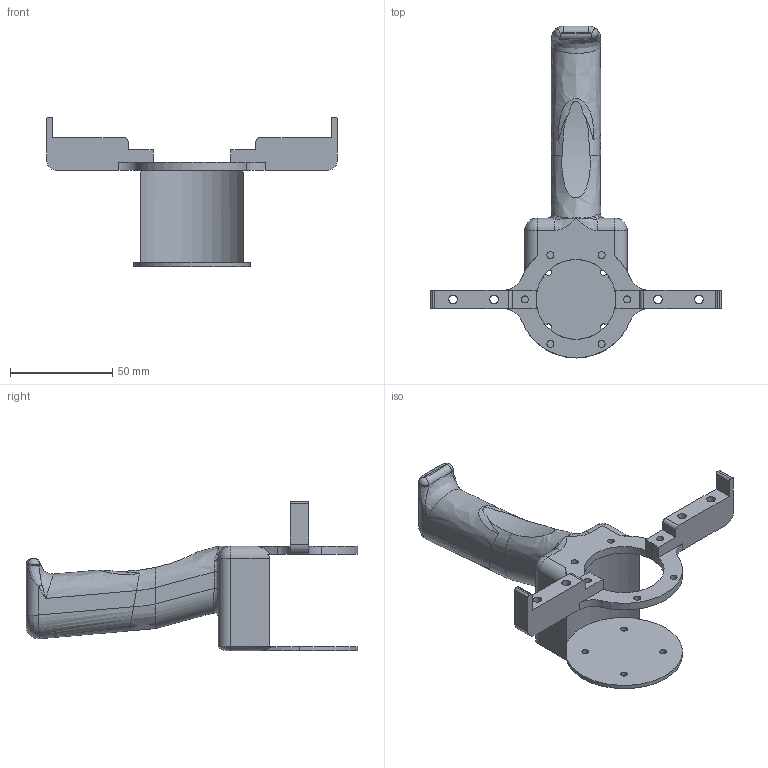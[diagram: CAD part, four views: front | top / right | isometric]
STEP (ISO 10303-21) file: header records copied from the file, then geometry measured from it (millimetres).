
FILE_DESCRIPTION (( 'STEP AP214' ), '1' );
FILE_NAME ('rail-connector-leader.STEP', '2025-08-20T01:15:55', ( '' ), ( '' ), 'SwSTEP 2.0', 'SolidWorks 2025', '' );
FILE_SCHEMA (( 'AUTOMOTIVE_DESIGN' ));
Length unit declared in the file: millimetre
Products named in the file (1): rail-connector-leader
Bounding box: 142 x 162.02 x 73.1 mm (x, y, z)
Volume: 119188 mm3; surface area: 34247.7 mm2
Topology: 2 solids, 2 shells, 134 faces, 363 edges, 222 vertices
Faces by surface type: cylinder 63, plane 35, bspline 27, sphere 5, torus 4
Entity records: 6193 total; most frequent: CARTESIAN_POINT 2861, ORIENTED_EDGE 706, DIRECTION 679, EDGE_CURVE 353, AXIS2_PLACEMENT_3D 267, VERTEX_POINT 222, EDGE_LOOP 163, CIRCLE 159
